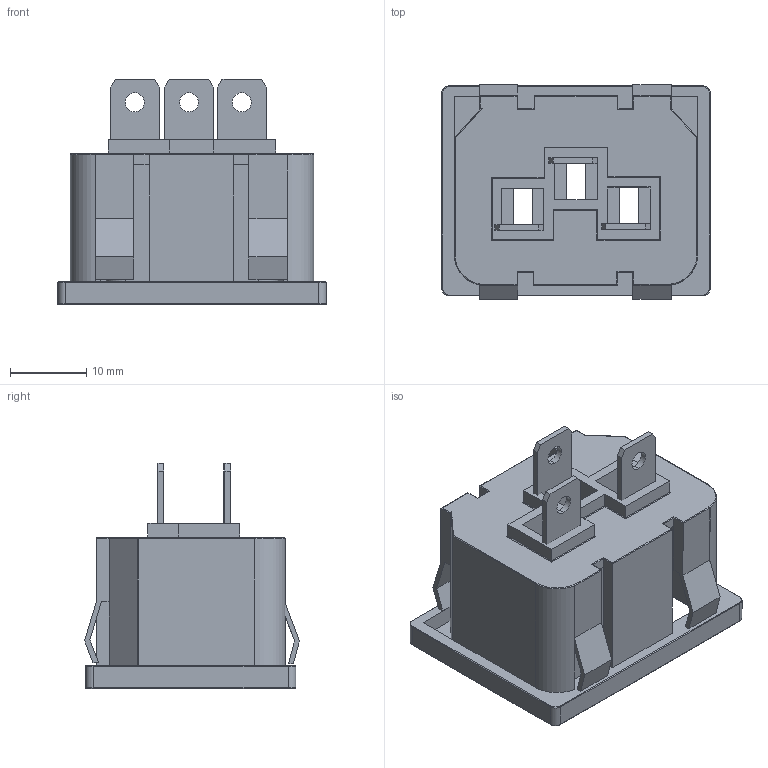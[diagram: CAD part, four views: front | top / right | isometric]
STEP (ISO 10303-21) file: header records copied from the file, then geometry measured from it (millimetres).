
FILE_DESCRIPTION (( 'STEP AP214' ), '1' );
FILE_NAME ('User Library-C13 (SS-130).STEP', '2012-06-04T08:51:02', ( 'sysAdmin' ), ( 'SolidWorks' ), 'SwSTEP 2.0', 'SolidWorks 2012', '' );
FILE_SCHEMA (( 'AUTOMOTIVE_DESIGN' ));
Length unit declared in the file: millimetre
Products named in the file (1): User Library-C13 (SS-130)
Bounding box: 35.16 x 28.14 x 29.5 mm (x, y, z)
Volume: 9603.2 mm3; surface area: 9088.1 mm2
Topology: 4 solids, 4 shells, 243 faces, 628 edges, 389 vertices
Faces by surface type: plane 152, cylinder 77, torus 12, sphere 2
Entity records: 7644 total; most frequent: CARTESIAN_POINT 1417, ORIENTED_EDGE 1256, DIRECTION 1158, EDGE_CURVE 628, VECTOR 502, LINE 502, VERTEX_POINT 389, AXIS2_PLACEMENT_3D 328
